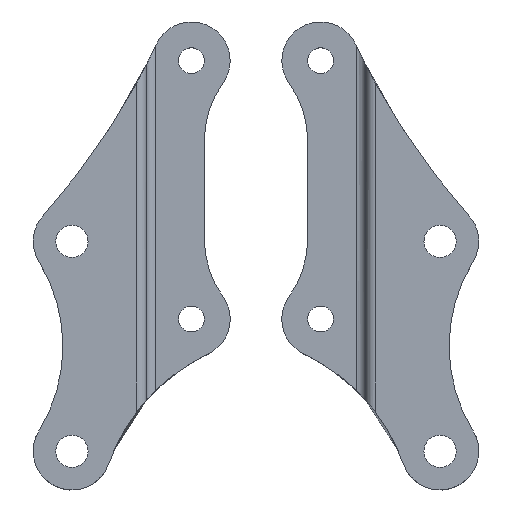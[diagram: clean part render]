
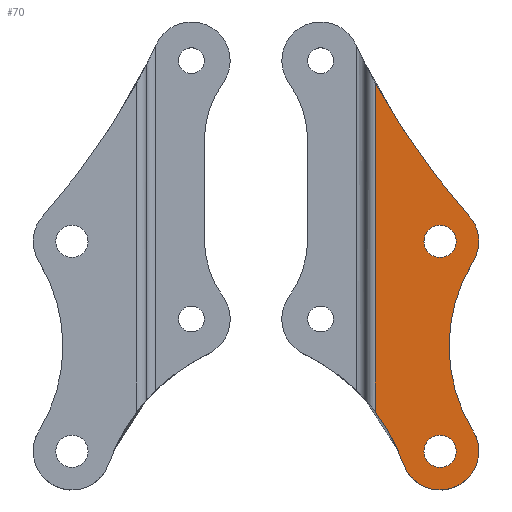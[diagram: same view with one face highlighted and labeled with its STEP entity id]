
A CAD part, top view. The second image highlights one B-rep face of the part: STEP entity #70.
In plain terms, the highlighted planar face has unit normal (0, 0, 1).
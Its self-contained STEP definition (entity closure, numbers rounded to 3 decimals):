
#14 = EDGE_CURVE ( 'NONE', #1400, #1308, #469, .T. ) ;
#70 = ADVANCED_FACE ( 'NONE', ( #2036, #1618, #1798 ), #1982, .T. ) ;
#72 = EDGE_LOOP ( 'NONE', ( #277, #1843 ) ) ;
#76 = CARTESIAN_POINT ( 'NONE',  ( 32., -41., 32. ) ) ;
#88 = CARTESIAN_POINT ( 'NONE',  ( 25.689, -45.008, 32. ) ) ;
#92 = AXIS2_PLACEMENT_3D ( 'NONE', #786, #255, #466 ) ;
#101 = CARTESIAN_POINT ( 'NONE',  ( 47.219, -34.71, 32. ) ) ;
#117 = VERTEX_POINT ( 'NONE', #185 ) ;
#138 = ORIENTED_EDGE ( 'NONE', *, *, #226, .F. ) ;
#170 = CIRCLE ( 'NONE', #437, 12. ) ;
#185 = CARTESIAN_POINT ( 'NONE',  ( 39.799, -8.5, 32. ) ) ;
#226 = EDGE_CURVE ( 'NONE', #1603, #1738, #429, .T. ) ;
#237 = CARTESIAN_POINT ( 'NONE',  ( 37., -41., 32. ) ) ;
#255 = DIRECTION ( 'NONE',  ( 0., 0., 1. ) ) ;
#277 = ORIENTED_EDGE ( 'NONE', *, *, #1437, .F. ) ;
#283 = CIRCLE ( 'NONE', #817, 50. ) ;
#300 = CARTESIAN_POINT ( 'NONE',  ( 89.799, -8.5, 32. ) ) ;
#316 = CARTESIAN_POINT ( 'NONE',  ( 0., 0., 32. ) ) ;
#320 = AXIS2_PLACEMENT_3D ( 'NONE', #1805, #1612, #1779 ) ;
#397 = CIRCLE ( 'NONE', #92, 5. ) ;
#429 = CIRCLE ( 'NONE', #1525, 5. ) ;
#437 = AXIS2_PLACEMENT_3D ( 'NONE', #1733, #1557, #2293 ) ;
#438 = ORIENTED_EDGE ( 'NONE', *, *, #816, .T. ) ;
#447 = ORIENTED_EDGE ( 'NONE', *, *, #14, .F. ) ;
#463 = ORIENTED_EDGE ( 'NONE', *, *, #1485, .T. ) ;
#466 = DIRECTION ( 'NONE',  ( 1., 0., 0. ) ) ;
#469 = CIRCLE ( 'NONE', #625, 220. ) ;
#606 = ORIENTED_EDGE ( 'NONE', *, *, #1211, .F. ) ;
#615 = DIRECTION ( 'NONE',  ( 0., 0., -1. ) ) ;
#625 = AXIS2_PLACEMENT_3D ( 'NONE', #1233, #1626, #2164 ) ;
#659 = CARTESIAN_POINT ( 'NONE',  ( 37., -41., 32. ) ) ;
#721 = EDGE_CURVE ( 'NONE', #998, #1308, #1608, .T. ) ;
#733 = EDGE_CURVE ( 'NONE', #977, #2230, #1527, .T. ) ;
#746 = DIRECTION ( 'NONE',  ( 0., -1., 0. ) ) ;
#786 = CARTESIAN_POINT ( 'NONE',  ( 37., 24., 32. ) ) ;
#812 = CARTESIAN_POINT ( 'NONE',  ( -30.865, -65.049, 32. ) ) ;
#816 = EDGE_CURVE ( 'NONE', #1400, #1974, #1118, .T. ) ;
#817 = AXIS2_PLACEMENT_3D ( 'NONE', #300, #1036, #1753 ) ;
#833 = CARTESIAN_POINT ( 'NONE',  ( 42., -41., 32. ) ) ;
#837 = CARTESIAN_POINT ( 'NONE',  ( 32., 24., 32. ) ) ;
#921 = DIRECTION ( 'NONE',  ( 0., 0., 1. ) ) ;
#977 = VERTEX_POINT ( 'NONE', #1377 ) ;
#998 = VERTEX_POINT ( 'NONE', #1531 ) ;
#1036 = DIRECTION ( 'NONE',  ( 0., 0., 1. ) ) ;
#1051 = VECTOR ( 'NONE', #746, 1000. ) ;
#1052 = AXIS2_PLACEMENT_3D ( 'NONE', #237, #2105, #2083 ) ;
#1053 = DIRECTION ( 'NONE',  ( 0., 0., 1. ) ) ;
#1054 = AXIS2_PLACEMENT_3D ( 'NONE', #812, #615, #1351 ) ;
#1079 = DIRECTION ( 'NONE',  ( 1., 0., 0. ) ) ;
#1084 = ORIENTED_EDGE ( 'NONE', *, *, #2297, .F. ) ;
#1087 = AXIS2_PLACEMENT_3D ( 'NONE', #316, #1053, #2174 ) ;
#1096 = CIRCLE ( 'NONE', #2143, 50. ) ;
#1118 = LINE ( 'NONE', #1857, #1051 ) ;
#1146 = CARTESIAN_POINT ( 'NONE',  ( 17., 73.003, 32. ) ) ;
#1151 = EDGE_CURVE ( 'NONE', #998, #117, #1096, .T. ) ;
#1195 = DIRECTION ( 'NONE',  ( 0., 0., 1. ) ) ;
#1211 = EDGE_CURVE ( 'NONE', #1738, #1603, #1867, .T. ) ;
#1231 = EDGE_LOOP ( 'NONE', ( #606, #138 ) ) ;
#1233 = CARTESIAN_POINT ( 'NONE',  ( 210.03, 178.547, 32. ) ) ;
#1283 = CARTESIAN_POINT ( 'NONE',  ( 89.799, -8.5, 32. ) ) ;
#1300 = CARTESIAN_POINT ( 'NONE',  ( 45.95, 31.994, 32. ) ) ;
#1308 = VERTEX_POINT ( 'NONE', #1300 ) ;
#1351 = DIRECTION ( 'NONE',  ( 1., 0., 0. ) ) ;
#1377 = CARTESIAN_POINT ( 'NONE',  ( 42., 24., 32. ) ) ;
#1400 = VERTEX_POINT ( 'NONE', #1146 ) ;
#1437 = EDGE_CURVE ( 'NONE', #2230, #977, #397, .T. ) ;
#1447 = CARTESIAN_POINT ( 'NONE',  ( 37., 24., 32. ) ) ;
#1468 = ORIENTED_EDGE ( 'NONE', *, *, #1477, .T. ) ;
#1477 = EDGE_CURVE ( 'NONE', #1974, #1716, #1532, .T. ) ;
#1485 = EDGE_CURVE ( 'NONE', #1716, #1599, #170, .T. ) ;
#1525 = AXIS2_PLACEMENT_3D ( 'NONE', #659, #1195, #1923 ) ;
#1527 = CIRCLE ( 'NONE', #1568, 5. ) ;
#1531 = CARTESIAN_POINT ( 'NONE',  ( 47.219, 17.71, 32. ) ) ;
#1532 = CIRCLE ( 'NONE', #1054, 60. ) ;
#1557 = DIRECTION ( 'NONE',  ( 0., 0., 1. ) ) ;
#1568 = AXIS2_PLACEMENT_3D ( 'NONE', #1447, #2189, #2005 ) ;
#1599 = VERTEX_POINT ( 'NONE', #101 ) ;
#1603 = VERTEX_POINT ( 'NONE', #833 ) ;
#1608 = CIRCLE ( 'NONE', #320, 12. ) ;
#1612 = DIRECTION ( 'NONE',  ( 0., 0., 1. ) ) ;
#1618 = FACE_BOUND ( 'NONE', #72, .T. ) ;
#1626 = DIRECTION ( 'NONE',  ( 0., 0., 1. ) ) ;
#1716 = VERTEX_POINT ( 'NONE', #88 ) ;
#1733 = CARTESIAN_POINT ( 'NONE',  ( 37., -41., 32. ) ) ;
#1738 = VERTEX_POINT ( 'NONE', #76 ) ;
#1753 = DIRECTION ( 'NONE',  ( 1., 0., 0. ) ) ;
#1779 = DIRECTION ( 'NONE',  ( 1., 0., 0. ) ) ;
#1798 = FACE_BOUND ( 'NONE', #1231, .T. ) ;
#1805 = CARTESIAN_POINT ( 'NONE',  ( 37., 24., 32. ) ) ;
#1843 = ORIENTED_EDGE ( 'NONE', *, *, #733, .F. ) ;
#1857 = CARTESIAN_POINT ( 'NONE',  ( 17., -25.21, 32. ) ) ;
#1867 = CIRCLE ( 'NONE', #1052, 5. ) ;
#1923 = DIRECTION ( 'NONE',  ( 1., 0., 0. ) ) ;
#1945 = EDGE_LOOP ( 'NONE', ( #447, #438, #1468, #463, #1084, #1981, #2317 ) ) ;
#1974 = VERTEX_POINT ( 'NONE', #1975 ) ;
#1975 = CARTESIAN_POINT ( 'NONE',  ( 17., -28.87, 32. ) ) ;
#1981 = ORIENTED_EDGE ( 'NONE', *, *, #1151, .F. ) ;
#1982 = PLANE ( 'NONE',  #1087 ) ;
#2005 = DIRECTION ( 'NONE',  ( 1., 0., 0. ) ) ;
#2036 = FACE_OUTER_BOUND ( 'NONE', #1945, .T. ) ;
#2083 = DIRECTION ( 'NONE',  ( 1., 0., 0. ) ) ;
#2105 = DIRECTION ( 'NONE',  ( 0., 0., 1. ) ) ;
#2143 = AXIS2_PLACEMENT_3D ( 'NONE', #1283, #921, #1079 ) ;
#2164 = DIRECTION ( 'NONE',  ( 1., 0., 0. ) ) ;
#2174 = DIRECTION ( 'NONE',  ( 1., 0., 0. ) ) ;
#2189 = DIRECTION ( 'NONE',  ( 0., 0., 1. ) ) ;
#2230 = VERTEX_POINT ( 'NONE', #837 ) ;
#2293 = DIRECTION ( 'NONE',  ( 1., 0., 0. ) ) ;
#2297 = EDGE_CURVE ( 'NONE', #117, #1599, #283, .T. ) ;
#2317 = ORIENTED_EDGE ( 'NONE', *, *, #721, .T. ) ;
